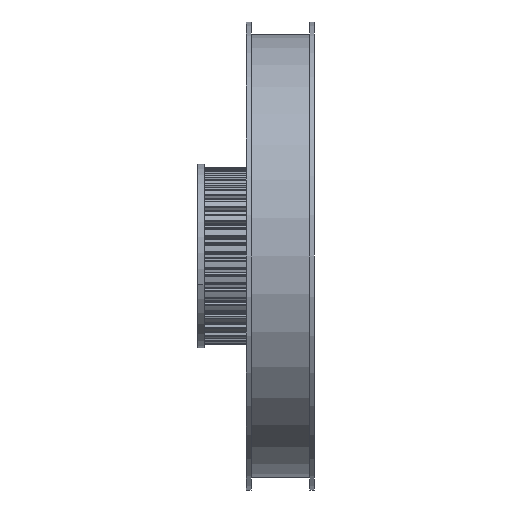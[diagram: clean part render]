
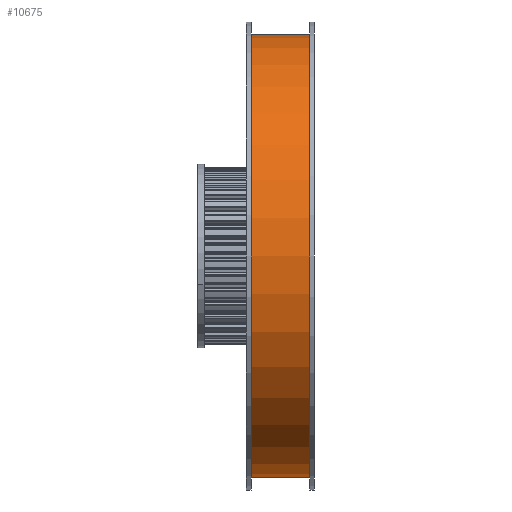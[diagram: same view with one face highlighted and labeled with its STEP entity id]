
A CAD part, left-side view. The second image highlights one B-rep face of the part: STEP entity #10675.
In plain terms, the highlighted cylindrical face has radius 68.069 mm (diameter 136.138 mm), a partial arc.
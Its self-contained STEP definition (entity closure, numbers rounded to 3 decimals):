
#49 = EDGE_CURVE ( 'NONE', #9028, #2864, #10889, .T. ) ;
#1247 = CARTESIAN_POINT ( 'NONE',  ( 66.608, 73.079, 166.272 ) ) ;
#1319 = DIRECTION ( 'NONE',  ( 0., -1., 0. ) ) ;
#1565 = DIRECTION ( 'NONE',  ( 0., -1., 0. ) ) ;
#1654 = VECTOR ( 'NONE', #1319, 1000. ) ;
#1689 = DIRECTION ( 'NONE',  ( 0., -1., 0. ) ) ;
#1922 = AXIS2_PLACEMENT_3D ( 'NONE', #11170, #5492, #2557 ) ;
#2557 = DIRECTION ( 'NONE',  ( 0., 0., -1. ) ) ;
#2576 = EDGE_CURVE ( 'NONE', #9024, #9028, #6010, .T. ) ;
#2659 = EDGE_LOOP ( 'NONE', ( #7367, #3224, #6231, #11533 ) ) ;
#2692 = LINE ( 'NONE', #10132, #4070 ) ;
#2812 = DIRECTION ( 'NONE',  ( 0., -1., 0. ) ) ;
#2864 = VERTEX_POINT ( 'NONE', #3878 ) ;
#3224 = ORIENTED_EDGE ( 'NONE', *, *, #10641, .T. ) ;
#3878 = CARTESIAN_POINT ( 'NONE',  ( 66.608, 74.579, 30.133 ) ) ;
#4070 = VECTOR ( 'NONE', #1565, 1000. ) ;
#4629 = DIRECTION ( 'NONE',  ( 0., 0., -1. ) ) ;
#4757 = CARTESIAN_POINT ( 'NONE',  ( 66.608, 73.079, 98.202 ) ) ;
#5492 = DIRECTION ( 'NONE',  ( 0., -1., 0. ) ) ;
#5505 = CARTESIAN_POINT ( 'NONE',  ( 66.608, 92.579, 98.202 ) ) ;
#5882 = CARTESIAN_POINT ( 'NONE',  ( 66.608, 92.579, 166.272 ) ) ;
#6010 = LINE ( 'NONE', #1247, #1654 ) ;
#6231 = ORIENTED_EDGE ( 'NONE', *, *, #10606, .T. ) ;
#6254 = FACE_OUTER_BOUND ( 'NONE', #2659, .T. ) ;
#7367 = ORIENTED_EDGE ( 'NONE', *, *, #2576, .F. ) ;
#7585 = DIRECTION ( 'NONE',  ( 0., 0., -1. ) ) ;
#8427 = VERTEX_POINT ( 'NONE', #10828 ) ;
#8653 = AXIS2_PLACEMENT_3D ( 'NONE', #5505, #1689, #4629 ) ;
#9024 = VERTEX_POINT ( 'NONE', #5882 ) ;
#9028 = VERTEX_POINT ( 'NONE', #11440 ) ;
#9466 = AXIS2_PLACEMENT_3D ( 'NONE', #4757, #2812, #7585 ) ;
#10132 = CARTESIAN_POINT ( 'NONE',  ( 66.608, 73.079, 30.133 ) ) ;
#10606 = EDGE_CURVE ( 'NONE', #8427, #2864, #2692, .T. ) ;
#10641 = EDGE_CURVE ( 'NONE', #9024, #8427, #11043, .T. ) ;
#10675 = ADVANCED_FACE ( 'NONE', ( #6254 ), #12308, .T. ) ;
#10828 = CARTESIAN_POINT ( 'NONE',  ( 66.608, 92.579, 30.133 ) ) ;
#10889 = CIRCLE ( 'NONE', #1922, 68.069 ) ;
#11043 = CIRCLE ( 'NONE', #8653, 68.069 ) ;
#11170 = CARTESIAN_POINT ( 'NONE',  ( 66.608, 74.579, 98.202 ) ) ;
#11440 = CARTESIAN_POINT ( 'NONE',  ( 66.608, 74.579, 166.272 ) ) ;
#11533 = ORIENTED_EDGE ( 'NONE', *, *, #49, .F. ) ;
#12308 = CYLINDRICAL_SURFACE ( 'NONE', #9466, 68.069 ) ;
